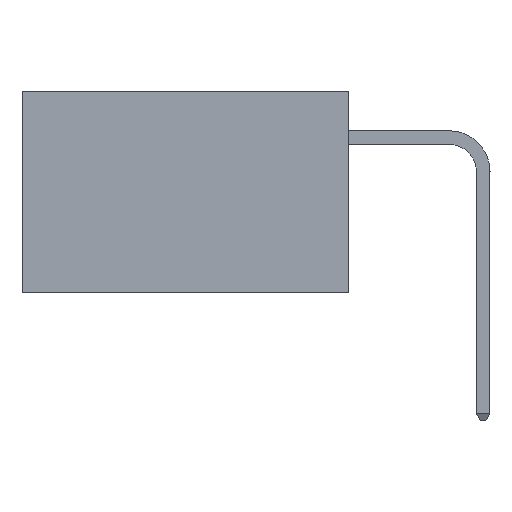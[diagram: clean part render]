
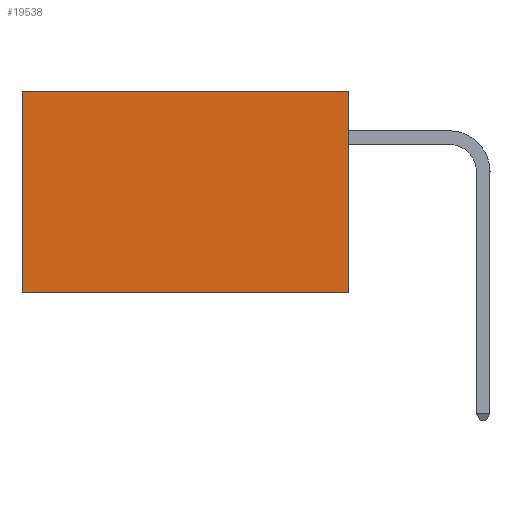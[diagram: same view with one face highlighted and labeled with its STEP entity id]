
A CAD part, left-side view. The second image highlights one B-rep face of the part: STEP entity #19538.
In plain terms, the highlighted planar face has unit normal (-1, 0, 0).
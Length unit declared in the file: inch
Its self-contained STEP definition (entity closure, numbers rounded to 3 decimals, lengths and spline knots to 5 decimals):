
#562 = ORIENTED_EDGE ( 'NONE', *, *, #3057, .F. ) ;
#3057 = EDGE_CURVE ( 'NONE', #25053, #32511, #7694, .T. ) ;
#4703 = CARTESIAN_POINT ( 'NONE',  ( 0.2875, 0., 0. ) ) ;
#5872 = AXIS2_PLACEMENT_3D ( 'NONE', #23340, #38173, #20456 ) ;
#7237 = CARTESIAN_POINT ( 'NONE',  ( 0.2875, 0.6, 0. ) ) ;
#7694 = LINE ( 'NONE', #29691, #38531 ) ;
#8053 = VECTOR ( 'NONE', #31675, 39.37008 ) ;
#8516 = LINE ( 'NONE', #7237, #23045 ) ;
#9043 = LINE ( 'NONE', #4703, #8053 ) ;
#10868 = VECTOR ( 'NONE', #24113, 39.37008 ) ;
#11958 = FACE_OUTER_BOUND ( 'NONE', #24661, .T. ) ;
#15004 = CARTESIAN_POINT ( 'NONE',  ( 0.2875, 0., -0.37 ) ) ;
#15418 = CARTESIAN_POINT ( 'NONE',  ( 0.2875, 0.6, -0.37 ) ) ;
#17191 = CARTESIAN_POINT ( 'NONE',  ( 0.2875, 0.6, 0. ) ) ;
#17792 = ORIENTED_EDGE ( 'NONE', *, *, #26534, .T. ) ;
#18864 = LINE ( 'NONE', #15004, #10868 ) ;
#19538 = ADVANCED_FACE ( 'NONE', ( #11958 ), #35221, .F. ) ;
#20330 = ORIENTED_EDGE ( 'NONE', *, *, #25584, .F. ) ;
#20456 = DIRECTION ( 'NONE',  ( 0., 0., -1. ) ) ;
#21652 = CARTESIAN_POINT ( 'NONE',  ( 0.2875, 0., 0. ) ) ;
#23045 = VECTOR ( 'NONE', #34215, 39.37008 ) ;
#23340 = CARTESIAN_POINT ( 'NONE',  ( 0.2875, 0., 0. ) ) ;
#24113 = DIRECTION ( 'NONE',  ( 0., 1., 0. ) ) ;
#24661 = EDGE_LOOP ( 'NONE', ( #17792, #20330, #562, #30027 ) ) ;
#25053 = VERTEX_POINT ( 'NONE', #21652 ) ;
#25584 = EDGE_CURVE ( 'NONE', #32511, #38180, #18864, .T. ) ;
#26534 = EDGE_CURVE ( 'NONE', #34839, #38180, #8516, .T. ) ;
#26670 = CARTESIAN_POINT ( 'NONE',  ( 0.2875, 0., -0.37 ) ) ;
#27122 = DIRECTION ( 'NONE',  ( 0., 0., -1. ) ) ;
#29691 = CARTESIAN_POINT ( 'NONE',  ( 0.2875, 0., 0. ) ) ;
#30027 = ORIENTED_EDGE ( 'NONE', *, *, #35288, .T. ) ;
#31675 = DIRECTION ( 'NONE',  ( 0., 1., 0. ) ) ;
#32511 = VERTEX_POINT ( 'NONE', #26670 ) ;
#34215 = DIRECTION ( 'NONE',  ( 0., 0., -1. ) ) ;
#34839 = VERTEX_POINT ( 'NONE', #17191 ) ;
#35221 = PLANE ( 'NONE',  #5872 ) ;
#35288 = EDGE_CURVE ( 'NONE', #25053, #34839, #9043, .T. ) ;
#38173 = DIRECTION ( 'NONE',  ( 1., 0., 0. ) ) ;
#38180 = VERTEX_POINT ( 'NONE', #15418 ) ;
#38531 = VECTOR ( 'NONE', #27122, 39.37008 ) ;
